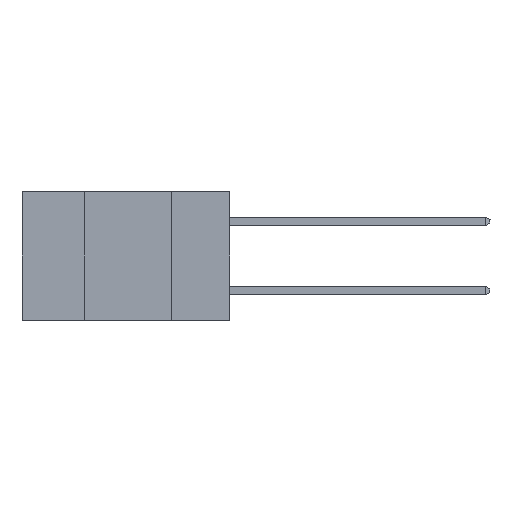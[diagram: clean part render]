
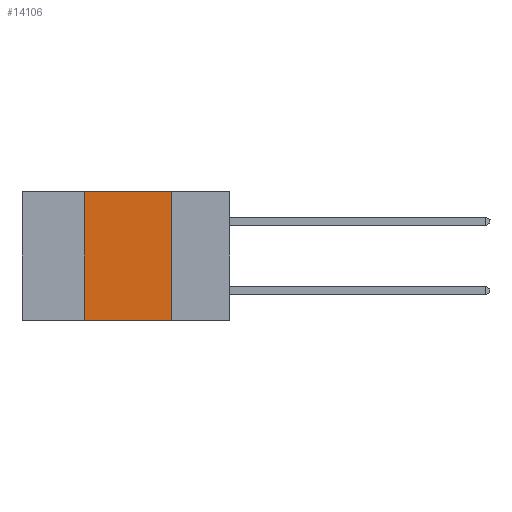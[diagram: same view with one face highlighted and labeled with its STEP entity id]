
A CAD part, left-side view. The second image highlights one B-rep face of the part: STEP entity #14106.
In plain terms, the highlighted planar face has unit normal (-1, 0, 0).
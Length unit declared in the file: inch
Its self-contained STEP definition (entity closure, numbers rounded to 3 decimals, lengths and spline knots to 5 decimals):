
#1341 = CARTESIAN_POINT ( 'NONE',  ( 0., 0.17, -0.37 ) ) ;
#2071 = LINE ( 'NONE', #24087, #18485 ) ;
#2404 = CARTESIAN_POINT ( 'NONE',  ( 0., 0.42, -0.37 ) ) ;
#3455 = FACE_OUTER_BOUND ( 'NONE', #16964, .T. ) ;
#3577 = DIRECTION ( 'NONE',  ( 0., 0., -1. ) ) ;
#5412 = CARTESIAN_POINT ( 'NONE',  ( 0., 0.42, 0. ) ) ;
#5848 = DIRECTION ( 'NONE',  ( 0., -1., 0. ) ) ;
#6799 = EDGE_CURVE ( 'NONE', #7112, #19060, #19145, .T. ) ;
#7112 = VERTEX_POINT ( 'NONE', #20928 ) ;
#7886 = VERTEX_POINT ( 'NONE', #5412 ) ;
#8297 = ORIENTED_EDGE ( 'NONE', *, *, #20384, .F. ) ;
#9080 = CARTESIAN_POINT ( 'NONE',  ( 0., 0.6, 0. ) ) ;
#9858 = DIRECTION ( 'NONE',  ( 0., 0., 1. ) ) ;
#10341 = ORIENTED_EDGE ( 'NONE', *, *, #6799, .T. ) ;
#10515 = VECTOR ( 'NONE', #13194, 39.37008 ) ;
#10891 = PLANE ( 'NONE',  #13695 ) ;
#11203 = VERTEX_POINT ( 'NONE', #19799 ) ;
#12306 = EDGE_CURVE ( 'NONE', #11203, #19060, #23990, .T. ) ;
#12754 = VECTOR ( 'NONE', #9858, 39.37008 ) ;
#13084 = ORIENTED_EDGE ( 'NONE', *, *, #17403, .F. ) ;
#13194 = DIRECTION ( 'NONE',  ( 0., 0., -1. ) ) ;
#13309 = CARTESIAN_POINT ( 'NONE',  ( 0., 0.17, -0.37 ) ) ;
#13695 = AXIS2_PLACEMENT_3D ( 'NONE', #9080, #16521, #3577 ) ;
#13735 = CARTESIAN_POINT ( 'NONE',  ( 0., 0.6, -0.37 ) ) ;
#14106 = ADVANCED_FACE ( 'NONE', ( #3455 ), #10891, .F. ) ;
#16521 = DIRECTION ( 'NONE',  ( 1., 0., 0. ) ) ;
#16870 = VECTOR ( 'NONE', #21218, 39.37008 ) ;
#16964 = EDGE_LOOP ( 'NONE', ( #23213, #13084, #8297, #10341 ) ) ;
#17403 = EDGE_CURVE ( 'NONE', #7886, #11203, #2071, .T. ) ;
#18485 = VECTOR ( 'NONE', #5848, 39.37008 ) ;
#19060 = VERTEX_POINT ( 'NONE', #1341 ) ;
#19145 = LINE ( 'NONE', #13735, #16870 ) ;
#19169 = LINE ( 'NONE', #2404, #12754 ) ;
#19799 = CARTESIAN_POINT ( 'NONE',  ( 0., 0.17, 0. ) ) ;
#20384 = EDGE_CURVE ( 'NONE', #7112, #7886, #19169, .T. ) ;
#20928 = CARTESIAN_POINT ( 'NONE',  ( 0., 0.42, -0.37 ) ) ;
#21218 = DIRECTION ( 'NONE',  ( 0., -1., 0. ) ) ;
#23213 = ORIENTED_EDGE ( 'NONE', *, *, #12306, .F. ) ;
#23990 = LINE ( 'NONE', #13309, #10515 ) ;
#24087 = CARTESIAN_POINT ( 'NONE',  ( 0., 0.6, 0. ) ) ;
